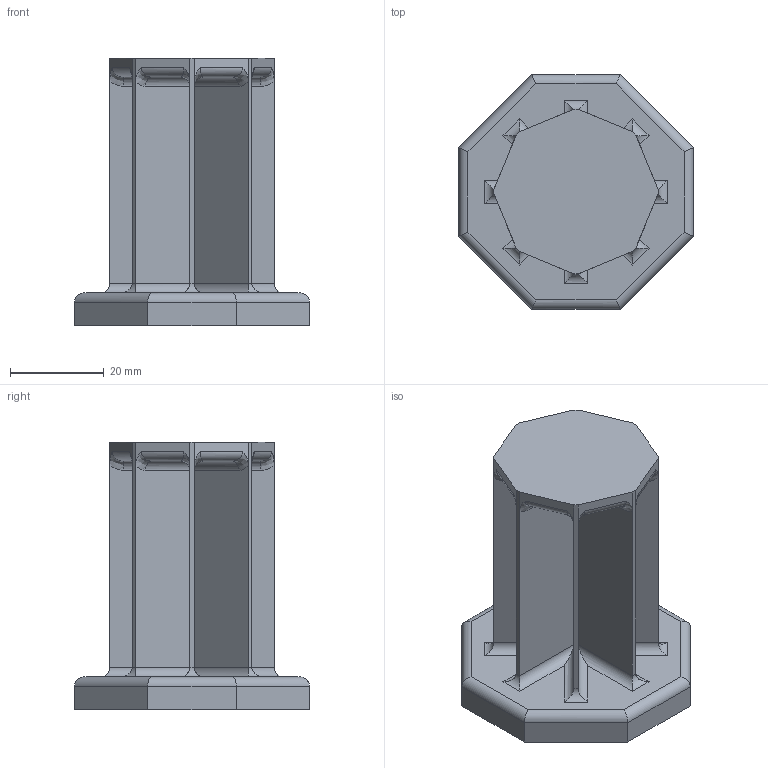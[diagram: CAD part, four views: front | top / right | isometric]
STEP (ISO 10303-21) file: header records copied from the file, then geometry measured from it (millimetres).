
FILE_DESCRIPTION(/* description */ (''),/* implementation_level */ '2;1');
FILE_NAME(/* name */ 'Rotary decoupling fracture g code cheack.step',/* time_stamp */ '2024-05-04T12:31:46+10:00',/* author */ (''),/* organization */ (''),/* preprocessor_version */ 'ST-DEVELOPER v20',/* originating_system */ 'Autodesk Translation Framework v12.20.1.177',/* authorisation */ '');
FILE_SCHEMA (('AUTOMOTIVE_DESIGN { 1 0 10303 214 3 1 1 }'));
Length unit declared in the file: millimetre
Products named in the file (2): Rotary decoupling fracture g code cheack; Configuration 4 v4
Assembly tree (1 placements, depth 2):
  Rotary decoupling fracture g code cheack
    Configuration 4 v4
Bounding box: 50 x 50 x 57 mm (x, y, z)
Volume: 24067 mm3; surface area: 18800.4 mm2
Topology: 1 solids, 1 shells, 123 faces, 288 edges, 168 vertices
Faces by surface type: cylinder 56, plane 51, bspline 16
Entity records: 3970 total; most frequent: CARTESIAN_POINT 1145, DIRECTION 580, ORIENTED_EDGE 576, EDGE_CURVE 288, AXIS2_PLACEMENT_3D 198, LINE 184, VECTOR 184, VERTEX_POINT 168
